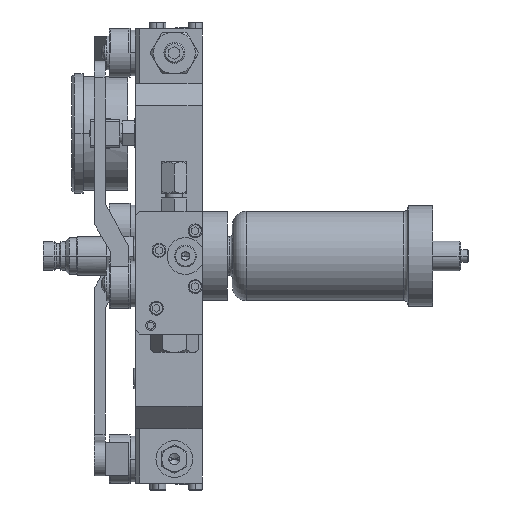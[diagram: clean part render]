
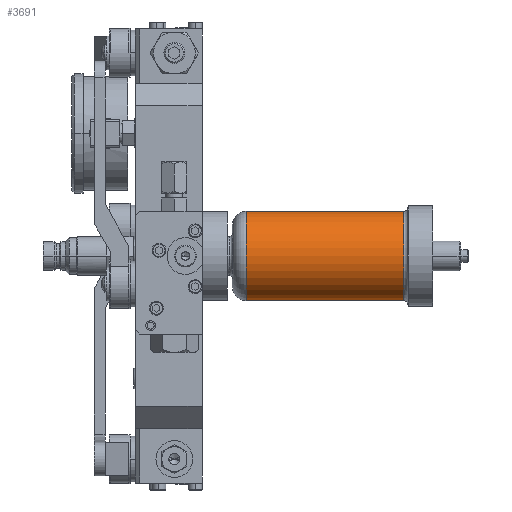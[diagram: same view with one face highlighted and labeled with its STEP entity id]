
A CAD part, left-side view. The second image highlights one B-rep face of the part: STEP entity #3691.
In plain terms, the highlighted cylindrical face has radius 25.4 mm (diameter 50.8 mm), a partial arc.
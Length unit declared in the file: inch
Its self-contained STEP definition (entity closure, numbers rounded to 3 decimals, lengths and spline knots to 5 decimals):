
#24=DIRECTION('',(0.,1.,0.));
#25=VECTOR('',#24,3.536);
#26=CARTESIAN_POINT('',(0.,-4.523,-1.));
#27=LINE('',#26,#25);
#28=DIRECTION('',(0.,1.,0.));
#29=VECTOR('',#28,3.536);
#30=CARTESIAN_POINT('',(0.,-4.523,1.));
#31=LINE('',#30,#29);
#32=CARTESIAN_POINT('',(0.,-4.523,0.));
#33=DIRECTION('',(0.,1.,0.));
#34=DIRECTION('',(0.,0.,-1.));
#35=AXIS2_PLACEMENT_3D('',#32,#33,#34);
#47=CARTESIAN_POINT('',(0.,-0.987,0.));
#48=DIRECTION('',(0.,1.,0.));
#49=DIRECTION('',(0.,0.,-1.));
#50=AXIS2_PLACEMENT_3D('',#47,#48,#49);
#3251=CARTESIAN_POINT('',(0.,-4.523,-1.));
#3252=CARTESIAN_POINT('',(0.,-0.987,-1.));
#3253=VERTEX_POINT('',#3251);
#3254=VERTEX_POINT('',#3252);
#3269=CARTESIAN_POINT('',(0.,-4.523,1.));
#3270=CARTESIAN_POINT('',(0.,-0.987,1.));
#3271=VERTEX_POINT('',#3269);
#3272=VERTEX_POINT('',#3270);
#3678=CARTESIAN_POINT('',(0.,-0.32075,0.));
#3679=DIRECTION('',(0.,-1.,0.));
#3680=DIRECTION('',(0.,0.,1.));
#3681=AXIS2_PLACEMENT_3D('',#3678,#3679,#3680);
#3682=CYLINDRICAL_SURFACE('',#3681,1.);
#3683=ORIENTED_EDGE('',*,*,#3660,.T.);
#3685=ORIENTED_EDGE('',*,*,#3684,.T.);
#3686=ORIENTED_EDGE('',*,*,#3664,.F.);
#3688=ORIENTED_EDGE('',*,*,#3687,.F.);
#3689=EDGE_LOOP('',(#3683,#3685,#3686,#3688));
#3690=FACE_OUTER_BOUND('',#3689,.F.);
#36=CIRCLE('',#35,1.);
#51=CIRCLE('',#50,1.);
#3660=EDGE_CURVE('',#3253,#3254,#27,.T.);
#3664=EDGE_CURVE('',#3271,#3272,#31,.T.);
#3684=EDGE_CURVE('',#3254,#3272,#51,.T.);
#3687=EDGE_CURVE('',#3253,#3271,#36,.T.);
#3691=ADVANCED_FACE('',(#3690),#3682,.T.);
